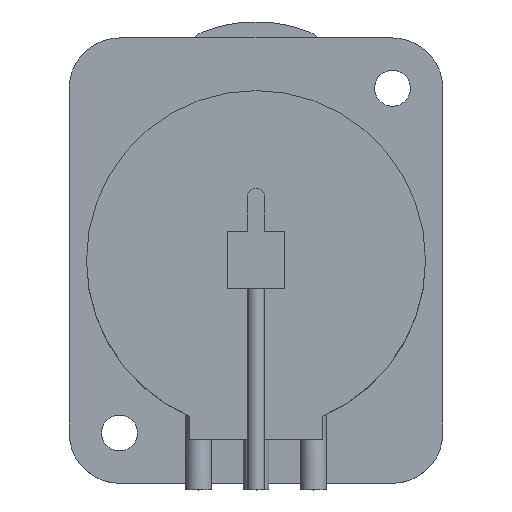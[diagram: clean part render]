
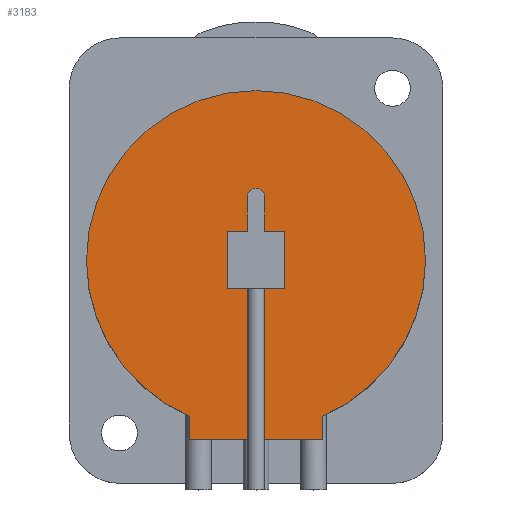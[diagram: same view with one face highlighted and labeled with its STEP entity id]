
A CAD part, top view. The second image highlights one B-rep face of the part: STEP entity #3183.
In plain terms, the highlighted planar face has unit normal (0, 0, 1).
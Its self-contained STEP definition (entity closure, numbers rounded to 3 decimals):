
#742=DIRECTION('',(1.,0.,0.));
#743=VECTOR('',#742,9.2);
#744=CARTESIAN_POINT('',(-4.6,-12.5,24.));
#745=LINE('',#744,#743);
#927=DIRECTION('',(0.,-1.,0.));
#928=VECTOR('',#927,1.634);
#929=CARTESIAN_POINT('',(4.6,-10.866,24.));
#930=LINE('',#929,#928);
#948=CARTESIAN_POINT('',(0.,0.,24.));
#949=DIRECTION('',(0.,0.,-1.));
#950=DIRECTION('',(1.,0.,0.));
#951=AXIS2_PLACEMENT_3D('',#948,#949,#950);
#956=DIRECTION('',(0.,-1.,0.));
#957=VECTOR('',#956,1.634);
#958=CARTESIAN_POINT('',(-4.6,-10.866,24.));
#959=LINE('',#958,#957);
#963=CARTESIAN_POINT('',(0.,0.,24.));
#964=DIRECTION('',(0.,0.,-1.));
#965=DIRECTION('',(-0.39,-0.921,0.));
#966=AXIS2_PLACEMENT_3D('',#963,#964,#965);
#971=CARTESIAN_POINT('',(0.,0.,24.));
#972=DIRECTION('',(0.,0.,-1.));
#973=DIRECTION('',(-1.,0.,0.));
#974=AXIS2_PLACEMENT_3D('',#971,#972,#973);
#979=DIRECTION('',(0.,-1.,0.));
#980=VECTOR('',#979,4.);
#981=CARTESIAN_POINT('',(-2.,2.,24.));
#982=LINE('',#981,#980);
#986=DIRECTION('',(1.,0.,0.));
#987=VECTOR('',#986,4.);
#988=CARTESIAN_POINT('',(-2.,-2.,24.));
#989=LINE('',#988,#987);
#993=DIRECTION('',(0.,1.,0.));
#994=VECTOR('',#993,4.);
#995=CARTESIAN_POINT('',(2.,-2.,24.));
#996=LINE('',#995,#994);
#1000=DIRECTION('',(-1.,0.,0.));
#1001=VECTOR('',#1000,1.4);
#1002=CARTESIAN_POINT('',(2.,2.,24.));
#1003=LINE('',#1002,#1001);
#1007=DIRECTION('',(0.,1.,0.));
#1008=VECTOR('',#1007,2.4);
#1009=CARTESIAN_POINT('',(0.6,2.,24.));
#1010=LINE('',#1009,#1008);
#1014=CARTESIAN_POINT('',(0.,4.4,24.));
#1015=DIRECTION('',(0.,0.,1.));
#1016=DIRECTION('',(1.,0.,0.));
#1017=AXIS2_PLACEMENT_3D('',#1014,#1015,#1016);
#1022=DIRECTION('',(0.,-1.,0.));
#1023=VECTOR('',#1022,2.4);
#1024=CARTESIAN_POINT('',(-0.6,4.4,24.));
#1025=LINE('',#1024,#1023);
#1029=DIRECTION('',(-1.,0.,0.));
#1030=VECTOR('',#1029,1.4);
#1031=CARTESIAN_POINT('',(-0.6,2.,24.));
#1032=LINE('',#1031,#1030);
#2246=CARTESIAN_POINT('',(-11.8,0.,24.));
#2247=CARTESIAN_POINT('',(11.8,0.,24.));
#2248=VERTEX_POINT('',#2246);
#2249=VERTEX_POINT('',#2247);
#2386=CARTESIAN_POINT('',(-4.6,-12.5,24.));
#2387=CARTESIAN_POINT('',(4.6,-12.5,24.));
#2388=VERTEX_POINT('',#2386);
#2389=VERTEX_POINT('',#2387);
#2400=CARTESIAN_POINT('',(4.6,-10.866,24.));
#2401=VERTEX_POINT('',#2400);
#2402=CARTESIAN_POINT('',(-4.6,-10.866,24.));
#2403=VERTEX_POINT('',#2402);
#2480=CARTESIAN_POINT('',(-2.,2.,24.));
#2481=CARTESIAN_POINT('',(-2.,-2.,24.));
#2482=VERTEX_POINT('',#2480);
#2483=VERTEX_POINT('',#2481);
#2484=CARTESIAN_POINT('',(2.,-2.,24.));
#2485=VERTEX_POINT('',#2484);
#2486=CARTESIAN_POINT('',(2.,2.,24.));
#2487=VERTEX_POINT('',#2486);
#2488=CARTESIAN_POINT('',(0.6,2.,24.));
#2489=VERTEX_POINT('',#2488);
#2490=CARTESIAN_POINT('',(0.6,4.4,24.));
#2491=VERTEX_POINT('',#2490);
#2492=CARTESIAN_POINT('',(-0.6,4.4,24.));
#2493=VERTEX_POINT('',#2492);
#2494=CARTESIAN_POINT('',(-0.6,2.,24.));
#2495=VERTEX_POINT('',#2494);
#3152=CARTESIAN_POINT('',(0.,0.,24.));
#3153=DIRECTION('',(0.,0.,-1.));
#3154=DIRECTION('',(-1.,0.,0.));
#3155=AXIS2_PLACEMENT_3D('',#3152,#3153,#3154);
#3156=PLANE('',#3155);
#3157=ORIENTED_EDGE('',*,*,#2870,.T.);
#3158=ORIENTED_EDGE('',*,*,#3116,.T.);
#3159=ORIENTED_EDGE('',*,*,#2923,.F.);
#3160=ORIENTED_EDGE('',*,*,#3076,.F.);
#3161=ORIENTED_EDGE('',*,*,#2875,.T.);
#3162=ORIENTED_EDGE('',*,*,#2798,.T.);
#3163=EDGE_LOOP('',(#3157,#3158,#3159,#3160,#3161,#3162));
#3164=FACE_OUTER_BOUND('',#3163,.F.);
#3166=ORIENTED_EDGE('',*,*,#3165,.T.);
#3168=ORIENTED_EDGE('',*,*,#3167,.T.);
#3170=ORIENTED_EDGE('',*,*,#3169,.T.);
#3172=ORIENTED_EDGE('',*,*,#3171,.T.);
#3174=ORIENTED_EDGE('',*,*,#3173,.T.);
#3176=ORIENTED_EDGE('',*,*,#3175,.T.);
#3178=ORIENTED_EDGE('',*,*,#3177,.T.);
#3180=ORIENTED_EDGE('',*,*,#3179,.T.);
#3181=EDGE_LOOP('',(#3166,#3168,#3170,#3172,#3174,#3176,#3178,#3180));
#3182=FACE_BOUND('',#3181,.F.);
#952=CIRCLE('',#951,11.8);
#967=CIRCLE('',#966,11.8);
#975=CIRCLE('',#974,11.8);
#1018=CIRCLE('',#1017,0.6);
#2798=EDGE_CURVE('',#2248,#2249,#975,.T.);
#2870=EDGE_CURVE('',#2249,#2401,#952,.T.);
#2875=EDGE_CURVE('',#2403,#2248,#967,.T.);
#2923=EDGE_CURVE('',#2388,#2389,#745,.T.);
#3076=EDGE_CURVE('',#2403,#2388,#959,.T.);
#3116=EDGE_CURVE('',#2401,#2389,#930,.T.);
#3165=EDGE_CURVE('',#2482,#2483,#982,.T.);
#3167=EDGE_CURVE('',#2483,#2485,#989,.T.);
#3169=EDGE_CURVE('',#2485,#2487,#996,.T.);
#3171=EDGE_CURVE('',#2487,#2489,#1003,.T.);
#3173=EDGE_CURVE('',#2489,#2491,#1010,.T.);
#3175=EDGE_CURVE('',#2491,#2493,#1018,.T.);
#3177=EDGE_CURVE('',#2493,#2495,#1025,.T.);
#3179=EDGE_CURVE('',#2495,#2482,#1032,.T.);
#3183=ADVANCED_FACE('',(#3164,#3182),#3156,.F.);
